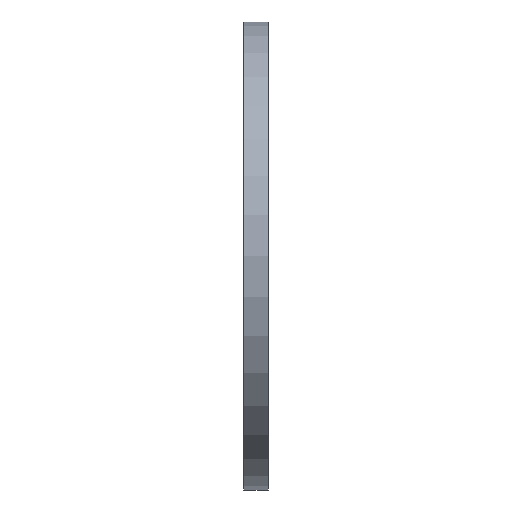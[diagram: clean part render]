
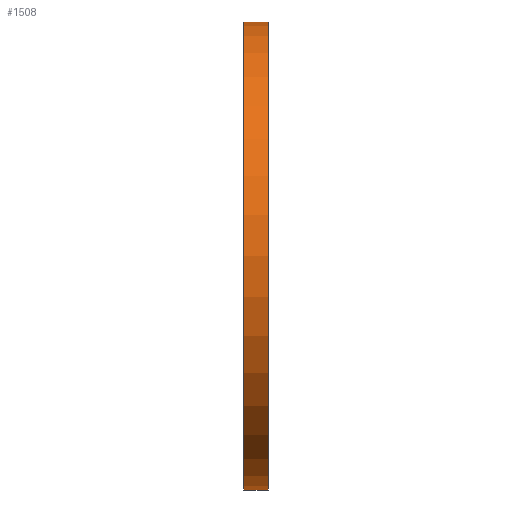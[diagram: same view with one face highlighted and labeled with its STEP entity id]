
A CAD part, front view. The second image highlights one B-rep face of the part: STEP entity #1508.
In plain terms, the highlighted cylindrical face has radius 584.2 mm (diameter 1168.4 mm), a partial arc.
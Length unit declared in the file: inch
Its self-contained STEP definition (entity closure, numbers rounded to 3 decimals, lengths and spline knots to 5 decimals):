
#156 = VERTEX_POINT ( 'NONE', #180 ) ;
#177 = DIRECTION ( 'NONE',  ( 0., 0., 1. ) ) ;
#180 = CARTESIAN_POINT ( 'NONE',  ( 2.4375, 0., -23. ) ) ;
#243 = CARTESIAN_POINT ( 'NONE',  ( 2.4375, 0., 23. ) ) ;
#248 = CARTESIAN_POINT ( 'NONE',  ( 0.0625, 0., -23. ) ) ;
#308 = EDGE_CURVE ( 'NONE', #1002, #930, #1588, .T. ) ;
#317 = DIRECTION ( 'NONE',  ( -1., 0., 0. ) ) ;
#334 = FACE_OUTER_BOUND ( 'NONE', #896, .T. ) ;
#466 = VECTOR ( 'NONE', #1314, 39.37008 ) ;
#503 = EDGE_CURVE ( 'NONE', #156, #1002, #1075, .T. ) ;
#559 = AXIS2_PLACEMENT_3D ( 'NONE', #1604, #569, #715 ) ;
#569 = DIRECTION ( 'NONE',  ( -1., 0., 0. ) ) ;
#685 = ORIENTED_EDGE ( 'NONE', *, *, #814, .T. ) ;
#715 = DIRECTION ( 'NONE',  ( 0., 0., 1. ) ) ;
#777 = DIRECTION ( 'NONE',  ( -1., 0., 0. ) ) ;
#806 = LINE ( 'NONE', #1083, #466 ) ;
#814 = EDGE_CURVE ( 'NONE', #1535, #930, #806, .T. ) ;
#815 = ORIENTED_EDGE ( 'NONE', *, *, #503, .F. ) ;
#836 = CARTESIAN_POINT ( 'NONE',  ( 0.0625, 0., 23. ) ) ;
#872 = AXIS2_PLACEMENT_3D ( 'NONE', #1184, #777, #177 ) ;
#896 = EDGE_LOOP ( 'NONE', ( #815, #1183, #685, #1127 ) ) ;
#930 = VERTEX_POINT ( 'NONE', #836 ) ;
#949 = CARTESIAN_POINT ( 'NONE',  ( 0., 0., -23. ) ) ;
#997 = DIRECTION ( 'NONE',  ( -1., 0., 0. ) ) ;
#1002 = VERTEX_POINT ( 'NONE', #248 ) ;
#1007 = CARTESIAN_POINT ( 'NONE',  ( 2.4375, 0., 0. ) ) ;
#1045 = AXIS2_PLACEMENT_3D ( 'NONE', #1007, #997, #1376 ) ;
#1075 = LINE ( 'NONE', #949, #1353 ) ;
#1083 = CARTESIAN_POINT ( 'NONE',  ( 0., 0., 23. ) ) ;
#1111 = EDGE_CURVE ( 'NONE', #156, #1535, #1225, .T. ) ;
#1127 = ORIENTED_EDGE ( 'NONE', *, *, #308, .F. ) ;
#1183 = ORIENTED_EDGE ( 'NONE', *, *, #1111, .T. ) ;
#1184 = CARTESIAN_POINT ( 'NONE',  ( 0.0625, 0., 0. ) ) ;
#1225 = CIRCLE ( 'NONE', #1045, 23. ) ;
#1314 = DIRECTION ( 'NONE',  ( -1., 0., 0. ) ) ;
#1346 = CYLINDRICAL_SURFACE ( 'NONE', #559, 23. ) ;
#1353 = VECTOR ( 'NONE', #317, 39.37008 ) ;
#1376 = DIRECTION ( 'NONE',  ( 0., 0., 1. ) ) ;
#1508 = ADVANCED_FACE ( 'NONE', ( #334 ), #1346, .T. ) ;
#1535 = VERTEX_POINT ( 'NONE', #243 ) ;
#1588 = CIRCLE ( 'NONE', #872, 23. ) ;
#1604 = CARTESIAN_POINT ( 'NONE',  ( 0., 0., 0. ) ) ;
